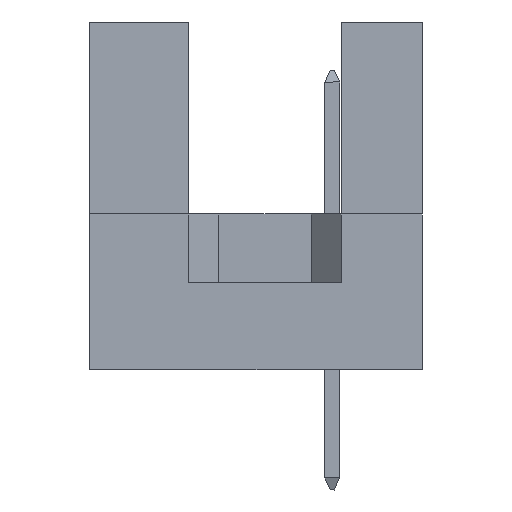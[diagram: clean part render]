
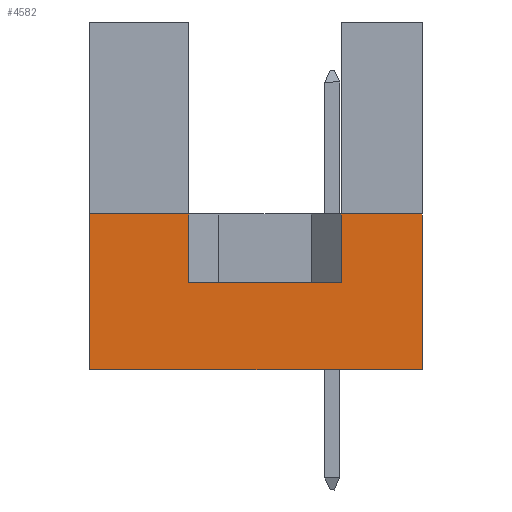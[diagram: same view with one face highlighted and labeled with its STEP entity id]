
A CAD part, left-side view. The second image highlights one B-rep face of the part: STEP entity #4582.
In plain terms, the highlighted planar face has unit normal (-1, 0, 0).
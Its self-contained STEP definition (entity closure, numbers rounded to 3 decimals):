
#3 = EDGE_CURVE ( 'NONE', #2272, #286, #8002, .T. ) ;
#28 = EDGE_CURVE ( 'NONE', #9073, #5637, #6446, .T. ) ;
#78 = LINE ( 'NONE', #5925, #1012 ) ;
#120 = DIRECTION ( 'NONE',  ( 0., 0., 1. ) ) ;
#219 = VECTOR ( 'NONE', #120, 1000. ) ;
#286 = VERTEX_POINT ( 'NONE', #1875 ) ;
#328 = ORIENTED_EDGE ( 'NONE', *, *, #553, .F. ) ;
#553 = EDGE_CURVE ( 'NONE', #6619, #5637, #7383, .T. ) ;
#704 = ORIENTED_EDGE ( 'NONE', *, *, #7768, .F. ) ;
#1004 = VECTOR ( 'NONE', #8682, 1000. ) ;
#1012 = VECTOR ( 'NONE', #2313, 1000. ) ;
#1377 = VERTEX_POINT ( 'NONE', #7826 ) ;
#1616 = VECTOR ( 'NONE', #7114, 1000. ) ;
#1633 = FACE_OUTER_BOUND ( 'NONE', #1786, .T. ) ;
#1786 = EDGE_LOOP ( 'NONE', ( #1994, #6781, #328, #704, #2628, #5684, #3592, #8594 ) ) ;
#1875 = CARTESIAN_POINT ( 'NONE',  ( -27.5, 0., 5.2 ) ) ;
#1963 = DIRECTION ( 'NONE',  ( 0., 0., 1. ) ) ;
#1994 = ORIENTED_EDGE ( 'NONE', *, *, #8121, .F. ) ;
#2272 = VERTEX_POINT ( 'NONE', #7088 ) ;
#2313 = DIRECTION ( 'NONE',  ( 0., -1., 0. ) ) ;
#2374 = LINE ( 'NONE', #8117, #1004 ) ;
#2512 = DIRECTION ( 'NONE',  ( 0., -1., 0. ) ) ;
#2604 = CARTESIAN_POINT ( 'NONE',  ( -27.5, 7.79, 5.2 ) ) ;
#2628 = ORIENTED_EDGE ( 'NONE', *, *, #2827, .T. ) ;
#2641 = VECTOR ( 'NONE', #2512, 1000. ) ;
#2665 = CARTESIAN_POINT ( 'NONE',  ( -27.5, 11.1, 5.2 ) ) ;
#2827 = EDGE_CURVE ( 'NONE', #1377, #3328, #6795, .T. ) ;
#3130 = CARTESIAN_POINT ( 'NONE',  ( -27.5, 7.79, 2.9 ) ) ;
#3235 = DIRECTION ( 'NONE',  ( 1., 0., 0. ) ) ;
#3328 = VERTEX_POINT ( 'NONE', #7526 ) ;
#3592 = ORIENTED_EDGE ( 'NONE', *, *, #3, .F. ) ;
#3710 = CARTESIAN_POINT ( 'NONE',  ( -27.5, 7.79, 2.9 ) ) ;
#3940 = DIRECTION ( 'NONE',  ( 0., -1., 0. ) ) ;
#3978 = VECTOR ( 'NONE', #1963, 1000. ) ;
#4143 = VECTOR ( 'NONE', #3940, 1000. ) ;
#4328 = CARTESIAN_POINT ( 'NONE',  ( -27.5, 11.1, 5.2 ) ) ;
#4518 = CARTESIAN_POINT ( 'NONE',  ( -27.5, 11.1, 5.2 ) ) ;
#4582 = ADVANCED_FACE ( 'NONE', ( #1633 ), #8275, .F. ) ;
#4613 = VECTOR ( 'NONE', #7248, 1000. ) ;
#4736 = EDGE_CURVE ( 'NONE', #7283, #2272, #6913, .T. ) ;
#4808 = CARTESIAN_POINT ( 'NONE',  ( -27.5, 0., 0. ) ) ;
#5043 = LINE ( 'NONE', #4808, #1616 ) ;
#5420 = CARTESIAN_POINT ( 'NONE',  ( -27.5, 11.1, 0. ) ) ;
#5540 = EDGE_CURVE ( 'NONE', #3328, #286, #5043, .T. ) ;
#5637 = VERTEX_POINT ( 'NONE', #2604 ) ;
#5684 = ORIENTED_EDGE ( 'NONE', *, *, #5540, .T. ) ;
#5925 = CARTESIAN_POINT ( 'NONE',  ( -27.5, 7.79, 2.9 ) ) ;
#6335 = CARTESIAN_POINT ( 'NONE',  ( -27.5, 2.71, 2.9 ) ) ;
#6446 = LINE ( 'NONE', #3710, #219 ) ;
#6619 = VERTEX_POINT ( 'NONE', #2665 ) ;
#6781 = ORIENTED_EDGE ( 'NONE', *, *, #28, .T. ) ;
#6795 = LINE ( 'NONE', #5420, #2641 ) ;
#6859 = DIRECTION ( 'NONE',  ( 0., 0., -1. ) ) ;
#6913 = LINE ( 'NONE', #6335, #3978 ) ;
#7088 = CARTESIAN_POINT ( 'NONE',  ( -27.5, 2.71, 5.2 ) ) ;
#7114 = DIRECTION ( 'NONE',  ( 0., 0., 1. ) ) ;
#7248 = DIRECTION ( 'NONE',  ( 0., -1., 0. ) ) ;
#7283 = VERTEX_POINT ( 'NONE', #8807 ) ;
#7383 = LINE ( 'NONE', #4518, #4143 ) ;
#7526 = CARTESIAN_POINT ( 'NONE',  ( -27.5, 0., 0. ) ) ;
#7528 = CARTESIAN_POINT ( 'NONE',  ( -27.5, 11.1, 0. ) ) ;
#7768 = EDGE_CURVE ( 'NONE', #1377, #6619, #2374, .T. ) ;
#7826 = CARTESIAN_POINT ( 'NONE',  ( -27.5, 11.1, 0. ) ) ;
#8002 = LINE ( 'NONE', #4328, #4613 ) ;
#8117 = CARTESIAN_POINT ( 'NONE',  ( -27.5, 11.1, 0. ) ) ;
#8121 = EDGE_CURVE ( 'NONE', #9073, #7283, #78, .T. ) ;
#8275 = PLANE ( 'NONE',  #8788 ) ;
#8594 = ORIENTED_EDGE ( 'NONE', *, *, #4736, .F. ) ;
#8682 = DIRECTION ( 'NONE',  ( 0., 0., 1. ) ) ;
#8788 = AXIS2_PLACEMENT_3D ( 'NONE', #7528, #3235, #6859 ) ;
#8807 = CARTESIAN_POINT ( 'NONE',  ( -27.5, 2.71, 2.9 ) ) ;
#9073 = VERTEX_POINT ( 'NONE', #3130 ) ;
